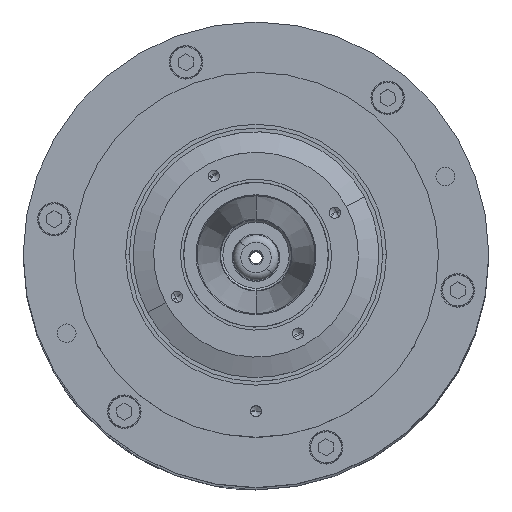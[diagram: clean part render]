
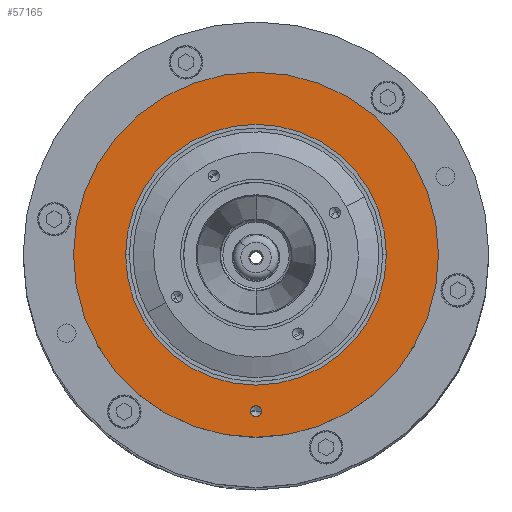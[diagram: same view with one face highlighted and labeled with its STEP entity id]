
A CAD part, top view. The second image highlights one B-rep face of the part: STEP entity #57165.
In plain terms, the highlighted planar face has unit normal (0, 0, 1).
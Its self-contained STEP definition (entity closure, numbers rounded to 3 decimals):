
#558 = DIRECTION ( 'NONE',  ( 1., 0., 0. ) ) ;
#593 = CIRCLE ( 'NONE', #62375, 1.5 ) ;
#598 = CARTESIAN_POINT ( 'NONE',  ( 0., 42., 0. ) ) ;
#623 = DIRECTION ( 'NONE',  ( 1., 0., 0. ) ) ;
#4304 = DIRECTION ( 'NONE',  ( 1., 0., 0. ) ) ;
#4668 = DIRECTION ( 'NONE',  ( 0., 0., 1. ) ) ;
#6571 = DIRECTION ( 'NONE',  ( 0., 0., 1. ) ) ;
#10157 = FACE_BOUND ( 'NONE', #65308, .T. ) ;
#10991 = VERTEX_POINT ( 'NONE', #44374 ) ;
#13391 = AXIS2_PLACEMENT_3D ( 'NONE', #75958, #69369, #4304 ) ;
#13907 = CARTESIAN_POINT ( 'NONE',  ( -1.5, 42., 0. ) ) ;
#15539 = EDGE_LOOP ( 'NONE', ( #42315, #57971 ) ) ;
#16305 = EDGE_CURVE ( 'NONE', #64410, #10991, #22470, .T. ) ;
#18320 = CARTESIAN_POINT ( 'NONE',  ( 0., 0., 0. ) ) ;
#21635 = CARTESIAN_POINT ( 'NONE',  ( -35., 0., 0. ) ) ;
#22470 = CIRCLE ( 'NONE', #46000, 49. ) ;
#22688 = ORIENTED_EDGE ( 'NONE', *, *, #69762, .F. ) ;
#23592 = PLANE ( 'NONE',  #26011 ) ;
#24050 = CIRCLE ( 'NONE', #65206, 1.5 ) ;
#24106 = EDGE_CURVE ( 'NONE', #10991, #64410, #64426, .T. ) ;
#24392 = CARTESIAN_POINT ( 'NONE',  ( 0., 42., 0. ) ) ;
#25135 = DIRECTION ( 'NONE',  ( 0., 0., 1. ) ) ;
#25398 = CARTESIAN_POINT ( 'NONE',  ( 0., 0., 0. ) ) ;
#26011 = AXIS2_PLACEMENT_3D ( 'NONE', #61935, #30986, #43821 ) ;
#30986 = DIRECTION ( 'NONE',  ( 0., 0., -1. ) ) ;
#32865 = EDGE_CURVE ( 'NONE', #38815, #54287, #50563, .T. ) ;
#36646 = CARTESIAN_POINT ( 'NONE',  ( 49., 0., 0. ) ) ;
#36776 = DIRECTION ( 'NONE',  ( 0., 0., 1. ) ) ;
#38658 = VERTEX_POINT ( 'NONE', #65010 ) ;
#38815 = VERTEX_POINT ( 'NONE', #49236 ) ;
#42077 = FACE_OUTER_BOUND ( 'NONE', #60479, .T. ) ;
#42315 = ORIENTED_EDGE ( 'NONE', *, *, #58957, .F. ) ;
#43053 = DIRECTION ( 'NONE',  ( 0., 0., 1. ) ) ;
#43273 = ORIENTED_EDGE ( 'NONE', *, *, #24106, .T. ) ;
#43821 = DIRECTION ( 'NONE',  ( -1., 0., 0. ) ) ;
#44374 = CARTESIAN_POINT ( 'NONE',  ( -49., 0., 0. ) ) ;
#46000 = AXIS2_PLACEMENT_3D ( 'NONE', #18320, #6571, #558 ) ;
#48780 = DIRECTION ( 'NONE',  ( 1., 0., 0. ) ) ;
#49236 = CARTESIAN_POINT ( 'NONE',  ( 35., 0., 0. ) ) ;
#50563 = CIRCLE ( 'NONE', #57047, 35. ) ;
#51442 = ORIENTED_EDGE ( 'NONE', *, *, #32865, .F. ) ;
#54287 = VERTEX_POINT ( 'NONE', #21635 ) ;
#57047 = AXIS2_PLACEMENT_3D ( 'NONE', #63901, #4668, #69714 ) ;
#57165 = ADVANCED_FACE ( 'NONE', ( #72161, #10157, #42077 ), #23592, .F. ) ;
#57971 = ORIENTED_EDGE ( 'NONE', *, *, #70124, .F. ) ;
#58957 = EDGE_CURVE ( 'NONE', #38658, #75996, #593, .T. ) ;
#59866 = CIRCLE ( 'NONE', #13391, 35. ) ;
#60479 = EDGE_LOOP ( 'NONE', ( #65651, #43273 ) ) ;
#61935 = CARTESIAN_POINT ( 'NONE',  ( 0., 35., 0. ) ) ;
#62375 = AXIS2_PLACEMENT_3D ( 'NONE', #598, #36776, #66139 ) ;
#63901 = CARTESIAN_POINT ( 'NONE',  ( 0., 0., 0. ) ) ;
#64410 = VERTEX_POINT ( 'NONE', #36646 ) ;
#64426 = CIRCLE ( 'NONE', #71011, 49. ) ;
#65010 = CARTESIAN_POINT ( 'NONE',  ( 1.5, 42., 0. ) ) ;
#65206 = AXIS2_PLACEMENT_3D ( 'NONE', #24392, #43053, #623 ) ;
#65308 = EDGE_LOOP ( 'NONE', ( #51442, #22688 ) ) ;
#65651 = ORIENTED_EDGE ( 'NONE', *, *, #16305, .T. ) ;
#66139 = DIRECTION ( 'NONE',  ( 1., 0., 0. ) ) ;
#69369 = DIRECTION ( 'NONE',  ( 0., 0., 1. ) ) ;
#69714 = DIRECTION ( 'NONE',  ( 1., 0., 0. ) ) ;
#69762 = EDGE_CURVE ( 'NONE', #54287, #38815, #59866, .T. ) ;
#70124 = EDGE_CURVE ( 'NONE', #75996, #38658, #24050, .T. ) ;
#71011 = AXIS2_PLACEMENT_3D ( 'NONE', #25398, #25135, #48780 ) ;
#72161 = FACE_BOUND ( 'NONE', #15539, .T. ) ;
#75958 = CARTESIAN_POINT ( 'NONE',  ( 0., 0., 0. ) ) ;
#75996 = VERTEX_POINT ( 'NONE', #13907 ) ;
